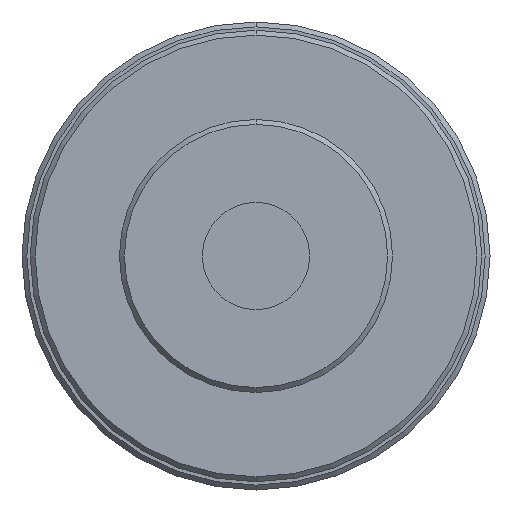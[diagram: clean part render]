
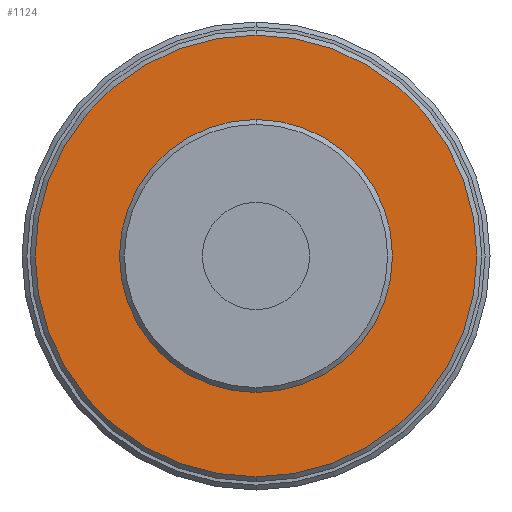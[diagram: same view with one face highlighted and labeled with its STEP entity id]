
A CAD part, front view. The second image highlights one B-rep face of the part: STEP entity #1124.
In plain terms, the highlighted planar face has unit normal (0, -1, 0).
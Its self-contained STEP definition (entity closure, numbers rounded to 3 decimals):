
#408 = CARTESIAN_POINT ( 'NONE',  ( 0., 1.5, 14. ) ) ;
#424 = CARTESIAN_POINT ( 'NONE',  ( 0., 1.5, -14. ) ) ;
#440 = CARTESIAN_POINT ( 'NONE',  ( 0., 1.5, -22.65 ) ) ;
#441 = CARTESIAN_POINT ( 'NONE',  ( 0., 1.5, 22.65 ) ) ;
#468 = VERTEX_POINT ( 'NONE', #441 ) ;
#469 = VERTEX_POINT ( 'NONE', #440 ) ;
#485 = VERTEX_POINT ( 'NONE', #424 ) ;
#501 = VERTEX_POINT ( 'NONE', #408 ) ;
#603 = AXIS2_PLACEMENT_3D ( 'NONE', #1662, #1661, #1660 ) ;
#608 = AXIS2_PLACEMENT_3D ( 'NONE', #1759, #1758, #1757 ) ;
#616 = FACE_OUTER_BOUND ( 'NONE', #1404, .T. ) ;
#644 = AXIS2_PLACEMENT_3D ( 'NONE', #1975, #1968, #1967 ) ;
#646 = FACE_BOUND ( 'NONE', #1236, .T. ) ;
#653 = AXIS2_PLACEMENT_3D ( 'NONE', #1953, #1952, #1951 ) ;
#693 = AXIS2_PLACEMENT_3D ( 'NONE', #1966, #1965, #1964 ) ;
#919 = CIRCLE ( 'NONE', #608, 22.65 ) ;
#943 = CIRCLE ( 'NONE', #653, 14. ) ;
#946 = CIRCLE ( 'NONE', #693, 22.65 ) ;
#947 = CIRCLE ( 'NONE', #644, 14. ) ;
#1043 = EDGE_CURVE ( 'NONE', #501, #485, #947, .T. ) ;
#1044 = EDGE_CURVE ( 'NONE', #468, #469, #946, .T. ) ;
#1048 = EDGE_CURVE ( 'NONE', #485, #501, #943, .T. ) ;
#1098 = EDGE_CURVE ( 'NONE', #469, #468, #919, .T. ) ;
#1124 = ADVANCED_FACE ( 'NONE', ( #616, #646 ), #1663, .T. ) ;
#1170 = ORIENTED_EDGE ( 'NONE', *, *, #1044, .T. ) ;
#1182 = ORIENTED_EDGE ( 'NONE', *, *, #1098, .T. ) ;
#1184 = ORIENTED_EDGE ( 'NONE', *, *, #1048, .F. ) ;
#1185 = ORIENTED_EDGE ( 'NONE', *, *, #1043, .F. ) ;
#1236 = EDGE_LOOP ( 'NONE', ( #1184, #1185 ) ) ;
#1404 = EDGE_LOOP ( 'NONE', ( #1170, #1182 ) ) ;
#1660 = DIRECTION ( 'NONE',  ( 0., 0., -1. ) ) ;
#1661 = DIRECTION ( 'NONE',  ( 0., -1., 0. ) ) ;
#1662 = CARTESIAN_POINT ( 'NONE',  ( 0., 1.5, 0. ) ) ;
#1663 = PLANE ( 'NONE',  #603 ) ;
#1757 = DIRECTION ( 'NONE',  ( 0., 0., -1. ) ) ;
#1758 = DIRECTION ( 'NONE',  ( 0., -1., 0. ) ) ;
#1759 = CARTESIAN_POINT ( 'NONE',  ( 0., 1.5, 0. ) ) ;
#1951 = DIRECTION ( 'NONE',  ( 0., 0., -1. ) ) ;
#1952 = DIRECTION ( 'NONE',  ( 0., -1., 0. ) ) ;
#1953 = CARTESIAN_POINT ( 'NONE',  ( 0., 1.5, 0. ) ) ;
#1964 = DIRECTION ( 'NONE',  ( 0., 0., -1. ) ) ;
#1965 = DIRECTION ( 'NONE',  ( 0., -1., 0. ) ) ;
#1966 = CARTESIAN_POINT ( 'NONE',  ( 0., 1.5, 0. ) ) ;
#1967 = DIRECTION ( 'NONE',  ( 0., 0., -1. ) ) ;
#1968 = DIRECTION ( 'NONE',  ( 0., -1., 0. ) ) ;
#1975 = CARTESIAN_POINT ( 'NONE',  ( 0., 1.5, 0. ) ) ;
